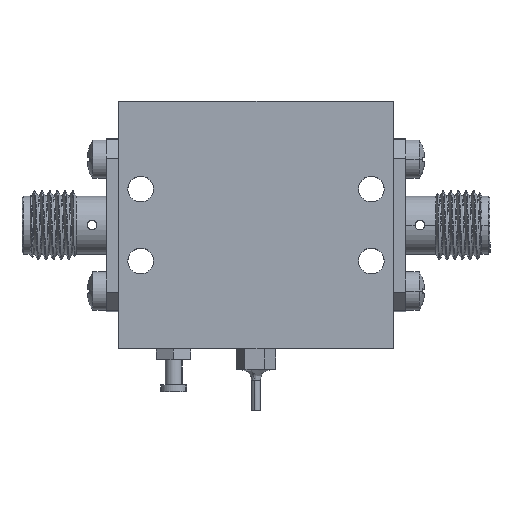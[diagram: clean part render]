
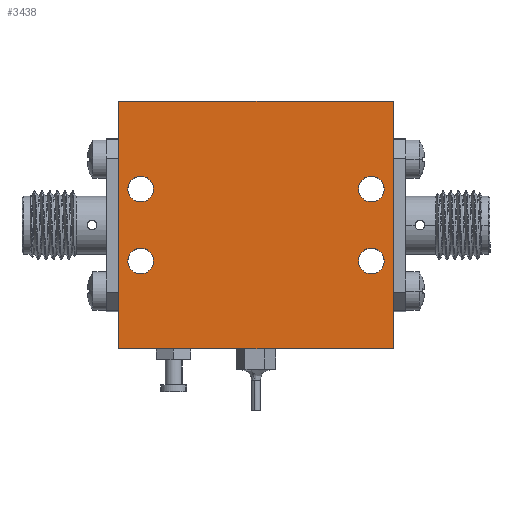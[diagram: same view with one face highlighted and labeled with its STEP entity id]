
A CAD part, top view. The second image highlights one B-rep face of the part: STEP entity #3438.
In plain terms, the highlighted planar face has unit normal (0, 0, 1).
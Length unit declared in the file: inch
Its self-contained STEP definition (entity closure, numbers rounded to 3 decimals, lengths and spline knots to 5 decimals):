
#38 = ORIENTED_EDGE ( 'NONE', *, *, #888, .T. ) ;
#338 = CARTESIAN_POINT ( 'NONE',  ( -10.70748, -21.0401, 0.45 ) ) ;
#441 = VERTEX_POINT ( 'NONE', #8481 ) ;
#757 = FACE_BOUND ( 'NONE', #12959, .T. ) ;
#871 = ORIENTED_EDGE ( 'NONE', *, *, #2748, .T. ) ;
#888 = EDGE_CURVE ( 'NONE', #12525, #15982, #13878, .T. ) ;
#917 = ORIENTED_EDGE ( 'NONE', *, *, #7900, .T. ) ;
#1127 = EDGE_CURVE ( 'NONE', #4736, #20807, #11403, .T. ) ;
#1259 = DIRECTION ( 'NONE',  ( 0., 0., -1. ) ) ;
#1351 = VERTEX_POINT ( 'NONE', #2619 ) ;
#1546 = ORIENTED_EDGE ( 'NONE', *, *, #16126, .T. ) ;
#1887 = CIRCLE ( 'NONE', #11883, 0.04675 ) ;
#2371 = VERTEX_POINT ( 'NONE', #9811 ) ;
#2468 = CARTESIAN_POINT ( 'NONE',  ( -10.33423, -20.4591, 0.45 ) ) ;
#2585 = DIRECTION ( 'NONE',  ( 0., 1., 0. ) ) ;
#2619 = CARTESIAN_POINT ( 'NONE',  ( -9.83423, -20.4591, 0.45 ) ) ;
#2748 = EDGE_CURVE ( 'NONE', #1351, #4258, #15535, .T. ) ;
#2899 = CARTESIAN_POINT ( 'NONE',  ( -9.91423, -21.0401, 0.45 ) ) ;
#2924 = DIRECTION ( 'NONE',  ( 0., 0., -1. ) ) ;
#3438 = ADVANCED_FACE ( 'NONE', ( #757, #17187, #7396, #10537, #17406 ), #20888, .T. ) ;
#3459 = CIRCLE ( 'NONE', #20048, 0.04675 ) ;
#3679 = LINE ( 'NONE', #5527, #14143 ) ;
#3899 = CIRCLE ( 'NONE', #4915, 0.04675 ) ;
#3937 = AXIS2_PLACEMENT_3D ( 'NONE', #7914, #2924, #6078 ) ;
#4258 = VERTEX_POINT ( 'NONE', #21215 ) ;
#4649 = DIRECTION ( 'NONE',  ( 0., 0., -1. ) ) ;
#4670 = LINE ( 'NONE', #7805, #5679 ) ;
#4736 = VERTEX_POINT ( 'NONE', #20487 ) ;
#4788 = CARTESIAN_POINT ( 'NONE',  ( -10.75423, -21.0401, 0.45 ) ) ;
#4792 = VERTEX_POINT ( 'NONE', #15589 ) ;
#4896 = DIRECTION ( 'NONE',  ( 1., 0., 0. ) ) ;
#4915 = AXIS2_PLACEMENT_3D ( 'NONE', #16740, #18472, #20321 ) ;
#4953 = DIRECTION ( 'NONE',  ( 1., 0., 0. ) ) ;
#5365 = EDGE_CURVE ( 'NONE', #6734, #4258, #9530, .T. ) ;
#5527 = CARTESIAN_POINT ( 'NONE',  ( -9.83423, -20.4591, 0.45 ) ) ;
#5679 = VECTOR ( 'NONE', #16303, 39.37008 ) ;
#6078 = DIRECTION ( 'NONE',  ( 1., 0., 0. ) ) ;
#6248 = DIRECTION ( 'NONE',  ( 1., 0., 0. ) ) ;
#6469 = EDGE_LOOP ( 'NONE', ( #9784, #14841, #10359, #871 ) ) ;
#6480 = DIRECTION ( 'NONE',  ( 1., 0., 0. ) ) ;
#6481 = DIRECTION ( 'NONE',  ( 0., 0., -1. ) ) ;
#6596 = VECTOR ( 'NONE', #2585, 39.37008 ) ;
#6734 = VERTEX_POINT ( 'NONE', #16206 ) ;
#7010 = AXIS2_PLACEMENT_3D ( 'NONE', #9397, #12628, #6248 ) ;
#7321 = ORIENTED_EDGE ( 'NONE', *, *, #1127, .T. ) ;
#7396 = FACE_BOUND ( 'NONE', #14232, .T. ) ;
#7805 = CARTESIAN_POINT ( 'NONE',  ( -9.83423, -21.3591, 0.45 ) ) ;
#7900 = EDGE_CURVE ( 'NONE', #20712, #4792, #14118, .T. ) ;
#7914 = CARTESIAN_POINT ( 'NONE',  ( -9.91423, -21.0401, 0.45 ) ) ;
#7964 = AXIS2_PLACEMENT_3D ( 'NONE', #16165, #1259, #6480 ) ;
#8481 = CARTESIAN_POINT ( 'NONE',  ( -9.86748, -21.0401, 0.45 ) ) ;
#9134 = ORIENTED_EDGE ( 'NONE', *, *, #19061, .T. ) ;
#9303 = AXIS2_PLACEMENT_3D ( 'NONE', #13618, #13711, #13513 ) ;
#9397 = CARTESIAN_POINT ( 'NONE',  ( -9.91423, -20.7781, 0.45 ) ) ;
#9530 = LINE ( 'NONE', #19129, #6596 ) ;
#9784 = ORIENTED_EDGE ( 'NONE', *, *, #5365, .F. ) ;
#9811 = CARTESIAN_POINT ( 'NONE',  ( -9.96098, -21.0401, 0.45 ) ) ;
#10359 = ORIENTED_EDGE ( 'NONE', *, *, #16674, .F. ) ;
#10537 = FACE_BOUND ( 'NONE', #10618, .T. ) ;
#10618 = EDGE_LOOP ( 'NONE', ( #20398, #11501 ) ) ;
#10811 = EDGE_LOOP ( 'NONE', ( #38, #18180 ) ) ;
#10996 = EDGE_CURVE ( 'NONE', #2371, #441, #1887, .T. ) ;
#11297 = CARTESIAN_POINT ( 'NONE',  ( -9.83423, -21.3591, 0.45 ) ) ;
#11365 = DIRECTION ( 'NONE',  ( 0., 0., 1. ) ) ;
#11403 = CIRCLE ( 'NONE', #7964, 0.04675 ) ;
#11501 = ORIENTED_EDGE ( 'NONE', *, *, #10996, .T. ) ;
#11666 = EDGE_CURVE ( 'NONE', #441, #2371, #15280, .T. ) ;
#11704 = EDGE_CURVE ( 'NONE', #12349, #6734, #4670, .T. ) ;
#11883 = AXIS2_PLACEMENT_3D ( 'NONE', #2899, #4649, #14459 ) ;
#12103 = DIRECTION ( 'NONE',  ( 0., -1., 0. ) ) ;
#12219 = DIRECTION ( 'NONE',  ( -1., 0., 0. ) ) ;
#12349 = VERTEX_POINT ( 'NONE', #11297 ) ;
#12525 = VERTEX_POINT ( 'NONE', #338 ) ;
#12628 = DIRECTION ( 'NONE',  ( 0., 0., -1. ) ) ;
#12959 = EDGE_LOOP ( 'NONE', ( #7321, #1546 ) ) ;
#13060 = CARTESIAN_POINT ( 'NONE',  ( -9.96098, -20.7781, 0.45 ) ) ;
#13430 = DIRECTION ( 'NONE',  ( 0., 0., -1. ) ) ;
#13513 = DIRECTION ( 'NONE',  ( 1., 0., 0. ) ) ;
#13618 = CARTESIAN_POINT ( 'NONE',  ( -9.91423, -20.7781, 0.45 ) ) ;
#13711 = DIRECTION ( 'NONE',  ( 0., 0., -1. ) ) ;
#13878 = CIRCLE ( 'NONE', #19415, 0.04675 ) ;
#13889 = EDGE_CURVE ( 'NONE', #15982, #12525, #3459, .T. ) ;
#14118 = CIRCLE ( 'NONE', #9303, 0.04675 ) ;
#14143 = VECTOR ( 'NONE', #12103, 39.37008 ) ;
#14232 = EDGE_LOOP ( 'NONE', ( #9134, #917 ) ) ;
#14459 = DIRECTION ( 'NONE',  ( 1., 0., 0. ) ) ;
#14574 = CARTESIAN_POINT ( 'NONE',  ( -10.75423, -21.0401, 0.45 ) ) ;
#14841 = ORIENTED_EDGE ( 'NONE', *, *, #11704, .F. ) ;
#15280 = CIRCLE ( 'NONE', #3937, 0.04675 ) ;
#15535 = LINE ( 'NONE', #2468, #16565 ) ;
#15589 = CARTESIAN_POINT ( 'NONE',  ( -9.86748, -20.7781, 0.45 ) ) ;
#15982 = VERTEX_POINT ( 'NONE', #17294 ) ;
#16094 = DIRECTION ( 'NONE',  ( 1., 0., 0. ) ) ;
#16126 = EDGE_CURVE ( 'NONE', #20807, #4736, #3899, .T. ) ;
#16165 = CARTESIAN_POINT ( 'NONE',  ( -10.75423, -20.7781, 0.45 ) ) ;
#16206 = CARTESIAN_POINT ( 'NONE',  ( -10.83423, -21.3591, 0.45 ) ) ;
#16303 = DIRECTION ( 'NONE',  ( -1., 0., 0. ) ) ;
#16565 = VECTOR ( 'NONE', #12219, 39.37008 ) ;
#16674 = EDGE_CURVE ( 'NONE', #1351, #12349, #3679, .T. ) ;
#16740 = CARTESIAN_POINT ( 'NONE',  ( -10.75423, -20.7781, 0.45 ) ) ;
#17187 = FACE_BOUND ( 'NONE', #10811, .T. ) ;
#17294 = CARTESIAN_POINT ( 'NONE',  ( -10.80098, -21.0401, 0.45 ) ) ;
#17406 = FACE_OUTER_BOUND ( 'NONE', #6469, .T. ) ;
#18101 = CARTESIAN_POINT ( 'NONE',  ( -10.80098, -20.7781, 0.45 ) ) ;
#18180 = ORIENTED_EDGE ( 'NONE', *, *, #13889, .T. ) ;
#18472 = DIRECTION ( 'NONE',  ( 0., 0., -1. ) ) ;
#19061 = EDGE_CURVE ( 'NONE', #4792, #20712, #19790, .T. ) ;
#19129 = CARTESIAN_POINT ( 'NONE',  ( -10.83423, -21.3591, 0.45 ) ) ;
#19415 = AXIS2_PLACEMENT_3D ( 'NONE', #4788, #13430, #4896 ) ;
#19790 = CIRCLE ( 'NONE', #7010, 0.04675 ) ;
#20048 = AXIS2_PLACEMENT_3D ( 'NONE', #14574, #6481, #4953 ) ;
#20321 = DIRECTION ( 'NONE',  ( 1., 0., 0. ) ) ;
#20398 = ORIENTED_EDGE ( 'NONE', *, *, #11666, .T. ) ;
#20487 = CARTESIAN_POINT ( 'NONE',  ( -10.70748, -20.7781, 0.45 ) ) ;
#20712 = VERTEX_POINT ( 'NONE', #13060 ) ;
#20807 = VERTEX_POINT ( 'NONE', #18101 ) ;
#20888 = PLANE ( 'NONE',  #21351 ) ;
#21207 = CARTESIAN_POINT ( 'NONE',  ( -10.33423, -20.9091, 0.45 ) ) ;
#21215 = CARTESIAN_POINT ( 'NONE',  ( -10.83423, -20.4591, 0.45 ) ) ;
#21351 = AXIS2_PLACEMENT_3D ( 'NONE', #21207, #11365, #16094 ) ;
